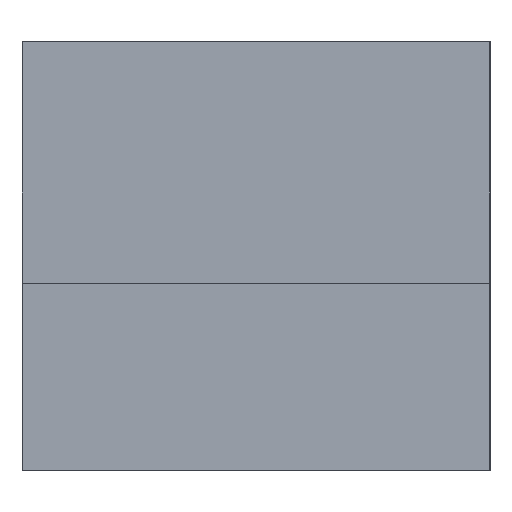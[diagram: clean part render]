
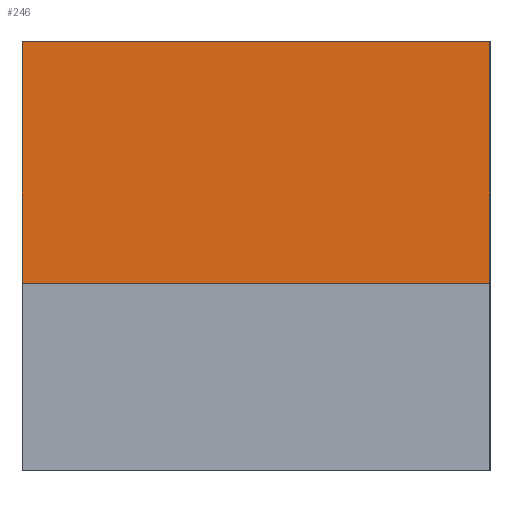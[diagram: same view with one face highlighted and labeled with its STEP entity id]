
A CAD part, left-side view. The second image highlights one B-rep face of the part: STEP entity #246.
In plain terms, the highlighted planar face has unit normal (-1, 0, 0).
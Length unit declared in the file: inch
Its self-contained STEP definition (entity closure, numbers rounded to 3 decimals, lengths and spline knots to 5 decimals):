
#81=CARTESIAN_POINT('',(0.,0.75,0.3));
#82=VERTEX_POINT('',#81);
#97=CARTESIAN_POINT('',(0.,0.0,0.3));
#98=VERTEX_POINT('',#97);
#105=CARTESIAN_POINT('',(0.,0.75,0.3));
#106=DIRECTION('',(0.0,-1.0,0.0));
#107=VECTOR('',#106,0.75);
#108=LINE('',#105,#107);
#109=EDGE_CURVE('',#82,#98,#108,.T.);
#216=CARTESIAN_POINT('',(0.0,0.0,0.0));
#217=DIRECTION('',(-1.0,0.0,0.0));
#218=DIRECTION('',(0.0,0.0,1.0));
#219=AXIS2_PLACEMENT_3D('',#216,#217,#218);
#220=PLANE('',#219);
#221=ORIENTED_EDGE('',*,*,#109,.T.);
#222=CARTESIAN_POINT('',(0.0,0.0,0.6875));
#223=VERTEX_POINT('',#222);
#224=CARTESIAN_POINT('',(0.0,0.0,0.3));
#225=DIRECTION('',(0.0,0.0,1.0));
#226=VECTOR('',#225,0.3875);
#227=LINE('',#224,#226);
#228=EDGE_CURVE('',#98,#223,#227,.T.);
#229=ORIENTED_EDGE('',*,*,#228,.T.);
#230=CARTESIAN_POINT('',(0.,0.75,0.6875));
#231=VERTEX_POINT('',#230);
#232=CARTESIAN_POINT('',(0.,0.0,0.6875));
#233=DIRECTION('',(0.0,1.0,0.0));
#234=VECTOR('',#233,0.75);
#235=LINE('',#232,#234);
#236=EDGE_CURVE('',#223,#231,#235,.T.);
#237=ORIENTED_EDGE('',*,*,#236,.T.);
#238=CARTESIAN_POINT('',(0.,0.75,0.3));
#239=DIRECTION('',(0.0,0.0,1.0));
#240=VECTOR('',#239,0.3875);
#241=LINE('',#238,#240);
#242=EDGE_CURVE('',#82,#231,#241,.T.);
#243=ORIENTED_EDGE('',*,*,#242,.F.);
#244=EDGE_LOOP('',(#221,#229,#237,#243));
#245=FACE_OUTER_BOUND('',#244,.T.);
#246=ADVANCED_FACE('',(#245),#220,.T.);
